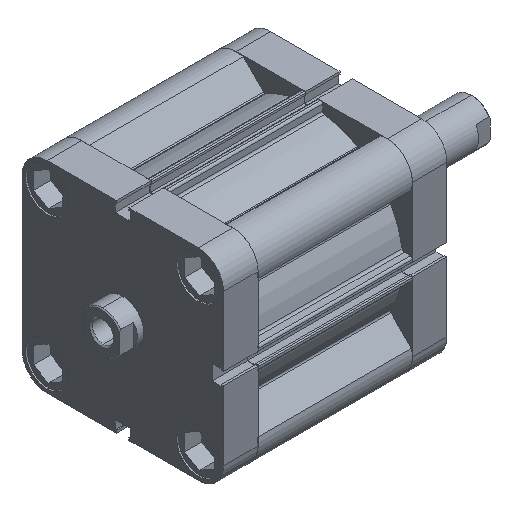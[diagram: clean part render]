
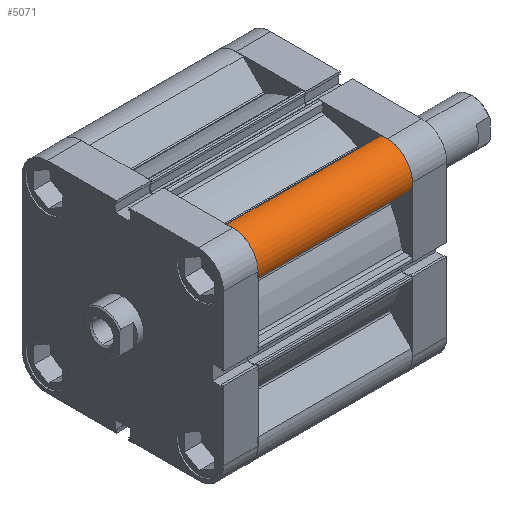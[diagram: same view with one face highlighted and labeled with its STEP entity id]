
A CAD part, isometric view. The second image highlights one B-rep face of the part: STEP entity #5071.
In plain terms, the highlighted cylindrical face has radius 12 mm (diameter 24 mm), a partial arc.
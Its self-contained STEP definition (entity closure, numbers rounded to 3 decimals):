
#837 = EDGE_LOOP ( 'NONE', ( #1191, #1190, #1189, #1188 ) ) ;
#1188 = ORIENTED_EDGE ( 'NONE', *, *, #5731, .T. ) ;
#1189 = ORIENTED_EDGE ( 'NONE', *, *, #5255, .F. ) ;
#1190 = ORIENTED_EDGE ( 'NONE', *, *, #5738, .F. ) ;
#1191 = ORIENTED_EDGE ( 'NONE', *, *, #5175, .T. ) ;
#2136 = CYLINDRICAL_SURFACE ( 'NONE', #6048, 12. ) ;
#2137 = FACE_OUTER_BOUND ( 'NONE', #837, .T. ) ;
#2308 = CIRCLE ( 'NONE', #6134, 12. ) ;
#2427 = CIRCLE ( 'NONE', #6170, 12. ) ;
#3202 = LINE ( 'NONE', #4055, #3203 ) ;
#3203 = VECTOR ( 'NONE', #4056, 1000. ) ;
#3214 = LINE ( 'NONE', #4070, #3215 ) ;
#3215 = VECTOR ( 'NONE', #4071, 1000. ) ;
#4055 = CARTESIAN_POINT ( 'NONE',  ( 32.683, -47.533, 73.5 ) ) ;
#4056 = DIRECTION ( 'NONE',  ( 0., 0., -1. ) ) ;
#4070 = CARTESIAN_POINT ( 'NONE',  ( 47.533, -32.683, 73.5 ) ) ;
#4071 = DIRECTION ( 'NONE',  ( 0., 0., -1. ) ) ;
#4276 = CARTESIAN_POINT ( 'NONE',  ( 32.683, -47.533, 0. ) ) ;
#4281 = CARTESIAN_POINT ( 'NONE',  ( 47.533, -32.683, 0. ) ) ;
#4834 = VERTEX_POINT ( 'NONE', #8310 ) ;
#4896 = VERTEX_POINT ( 'NONE', #7923 ) ;
#5071 = ADVANCED_FACE ( 'NONE', ( #2137 ), #2136, .T. ) ;
#5175 = EDGE_CURVE ( 'NONE', #7597, #7615, #2308, .T. ) ;
#5255 = EDGE_CURVE ( 'NONE', #4896, #4834, #2427, .T. ) ;
#5731 = EDGE_CURVE ( 'NONE', #4896, #7597, #3202, .T. ) ;
#5738 = EDGE_CURVE ( 'NONE', #4834, #7615, #3214, .T. ) ;
#6048 = AXIS2_PLACEMENT_3D ( 'NONE', #6609, #6601, #6604 ) ;
#6134 = AXIS2_PLACEMENT_3D ( 'NONE', #6924, #6939, #6940 ) ;
#6170 = AXIS2_PLACEMENT_3D ( 'NONE', #7116, #7127, #7128 ) ;
#6601 = DIRECTION ( 'NONE',  ( 0., 0., -1. ) ) ;
#6604 = DIRECTION ( 'NONE',  ( -1., 0., 0. ) ) ;
#6609 = CARTESIAN_POINT ( 'NONE',  ( 36., -36., 73.5 ) ) ;
#6924 = CARTESIAN_POINT ( 'NONE',  ( 36., -36., 0. ) ) ;
#6939 = DIRECTION ( 'NONE',  ( 0., 0., 1. ) ) ;
#6940 = DIRECTION ( 'NONE',  ( -1., 0., 0. ) ) ;
#7116 = CARTESIAN_POINT ( 'NONE',  ( 36., -36., 73.5 ) ) ;
#7127 = DIRECTION ( 'NONE',  ( 0., 0., 1. ) ) ;
#7128 = DIRECTION ( 'NONE',  ( -1., 0., 0. ) ) ;
#7597 = VERTEX_POINT ( 'NONE', #4276 ) ;
#7615 = VERTEX_POINT ( 'NONE', #4281 ) ;
#7923 = CARTESIAN_POINT ( 'NONE',  ( 32.683, -47.533, 73.5 ) ) ;
#8310 = CARTESIAN_POINT ( 'NONE',  ( 47.533, -32.683, 73.5 ) ) ;
